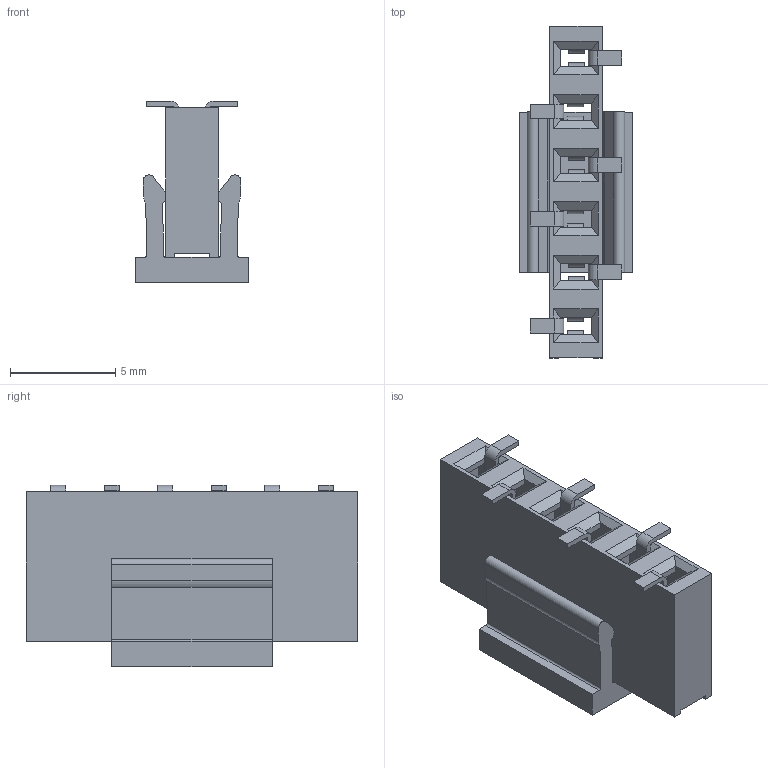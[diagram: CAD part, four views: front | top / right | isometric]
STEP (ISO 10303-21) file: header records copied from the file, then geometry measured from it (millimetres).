
FILE_DESCRIPTION((''),'2;1');
FILE_NAME('SPGFAY_ASM','2023-11-23T',('PLALX-SALES6'),(''),'PRO/ENGINEER BY PARAMETRIC TECHNOLOGY CORPORATION, 2015440','PRO/ENGINEER BY PARAMETRIC TECHNOLOGY CORPORATION, 2015440','');
FILE_SCHEMA(('AUTOMOTIVE_DESIGN { 1 0 10303 214 1 1 1 1 }'));
Length unit declared in the file: millimetre
Products named in the file (11): PRT0007_1_1_PRT_1_1; PRT0007_1_1_PRT_1; PRT0006_1_1_PRT_1; PRT0005_1_1_PRT_1_2_1_1; PRT0005_1_1_1_PRT_1; ASM0003_ASM_1_ASM_1_ASM_ASM_1_ASM; SPGFAY-05_ASM_1_ASM_ASM_1_ASM; SPGFAY-05_STP_ASM_1_ASM; PRT0047_1; SPGFAY-06B1-VB-P_ASM_1_ASM; SPGFAY_ASM
Assembly tree (13 placements, depth 6):
  SPGFAY_ASM
    SPGFAY-06B1-VB-P_ASM_1_ASM
      SPGFAY-05_STP_ASM_1_ASM
        SPGFAY-05_ASM_1_ASM_ASM_1_ASM
          ASM0003_ASM_1_ASM_1_ASM_ASM_1_ASM
            PRT0007_1_1_PRT_1_1
            PRT0007_1_1_PRT_1  x2
            PRT0006_1_1_PRT_1  x3
            PRT0005_1_1_PRT_1_2_1_1
            PRT0005_1_1_1_PRT_1
      PRT0047_1
Bounding box: 5.4 x 15.74 x 8.6 mm (x, y, z)
Volume: 285.2 mm3; surface area: 1134.9 mm2
Topology: 8 solids, 8 shells, 438 faces, 1364 edges, 936 vertices
Faces by surface type: plane 284, cylinder 154
Entity records: 13301 total; most frequent: CARTESIAN_POINT 2039, ORIENTED_EDGE 1732, DIRECTION 1641, PRESENTATION_STYLE_ASSIGNMENT 897, STYLED_ITEM 897, CURVE_STYLE 866, EDGE_CURVE 866, VECTOR 613
